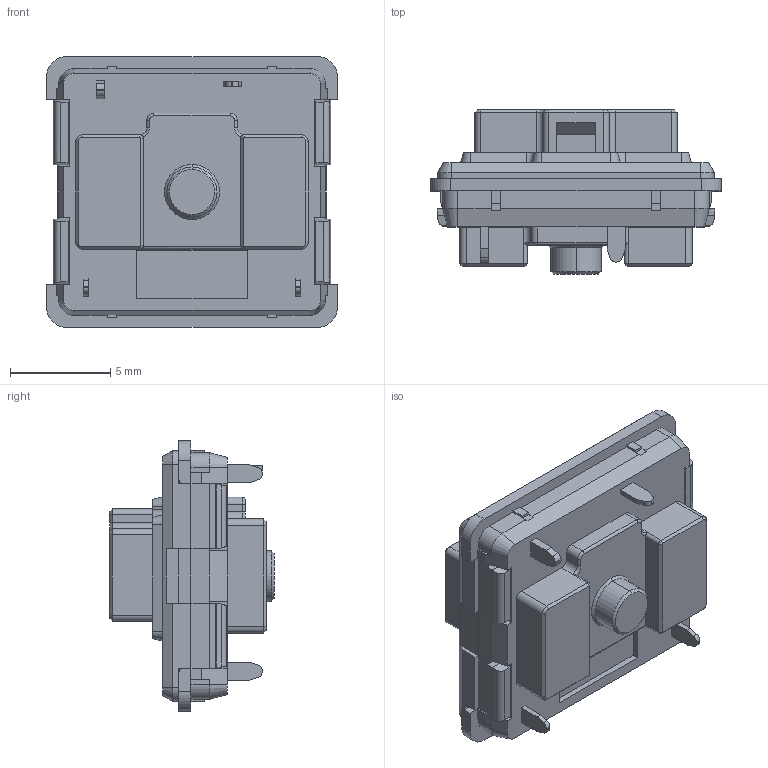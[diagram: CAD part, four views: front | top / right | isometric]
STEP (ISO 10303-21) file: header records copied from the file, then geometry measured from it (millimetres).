
FILE_DESCRIPTION (( 'STEP AP214' ), '1' );
FILE_NAME ('CPG123201D01.STEP', '2024-07-06T05:49:38', ( '' ), ( '' ), 'SwSTEP 2.0', 'SolidWorks 2021', '' );
FILE_SCHEMA (( 'AUTOMOTIVE_DESIGN' ));
Length unit declared in the file: millimetre
Products named in the file (1): CPG123201D01
Bounding box: 14.5 x 8.2 x 13.5 mm (x, y, z)
Volume: 768.6 mm3; surface area: 1234.5 mm2
Topology: 7 solids, 7 shells, 375 faces, 982 edges, 628 vertices
Faces by surface type: plane 277, cylinder 58, cone 36, torus 4
Entity records: 11438 total; most frequent: CARTESIAN_POINT 2054, ORIENTED_EDGE 1964, DIRECTION 1868, EDGE_CURVE 982, LINE 808, VECTOR 808, VERTEX_POINT 628, AXIS2_PLACEMENT_3D 530
